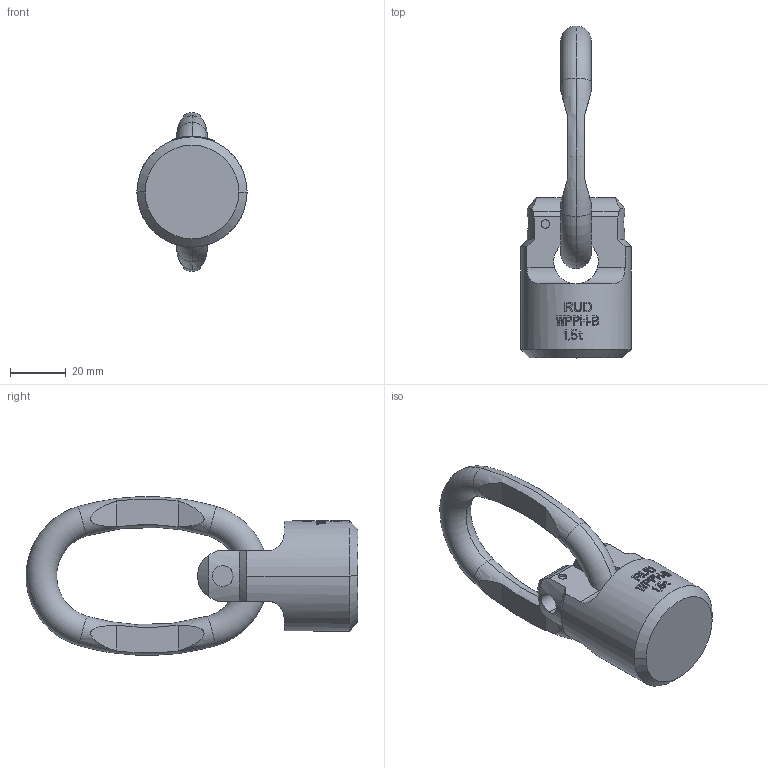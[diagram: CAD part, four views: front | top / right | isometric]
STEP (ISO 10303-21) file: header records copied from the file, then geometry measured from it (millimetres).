
FILE_DESCRIPTION((''),'2;1');
FILE_NAME('001-M31441-P13_ASM','2004-10-11T',('Haas'),(''),'PRO/ENGINEER BY PARAMETRIC TECHNOLOGY CORPORATION, 2003450','PRO/ENGINEER BY PARAMETRIC TECHNOLOGY CORPORATION, 2003450','');
FILE_SCHEMA(('CONFIG_CONTROL_DESIGN'));
Length unit declared in the file: millimetre
Products named in the file (3): 001-M31441-022; 001-M31290-001; 001-M31441-P13_ASM
Assembly tree (2 placements, depth 2):
  001-M31441-P13_ASM
    001-M31441-022
    001-M31290-001
Bounding box: 39.5 x 118.98 x 56.88 mm (x, y, z)
Volume: 62531.1 mm3; surface area: 15916.9 mm2
Topology: 2 solids, 2 shells, 347 faces, 942 edges, 624 vertices
Faces by surface type: plane 293, cylinder 40, torus 8, cone 6
Entity records: 11431 total; most frequent: CARTESIAN_POINT 3084, ORIENTED_EDGE 1884, DIRECTION 1474, EDGE_CURVE 942, VERTEX_POINT 624, AXIS2_PLACEMENT_3D 524, VECTOR 426, LINE 426
